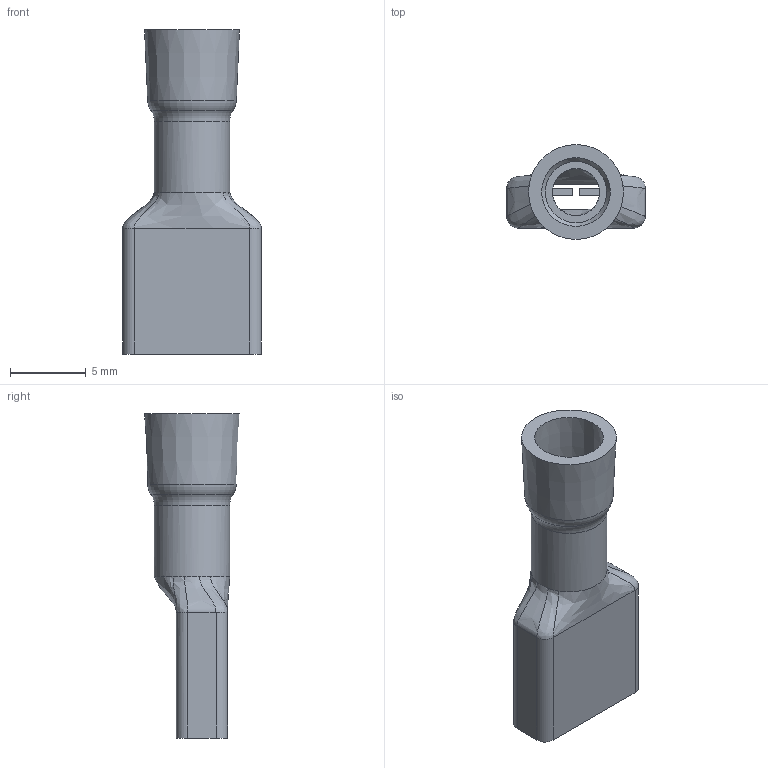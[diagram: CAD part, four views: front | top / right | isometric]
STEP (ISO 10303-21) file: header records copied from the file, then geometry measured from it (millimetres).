
FILE_DESCRIPTION(/* description */ (''),/* implementation_level */ '2;1');
FILE_NAME(/* name */ '16-14 female spade blue full cover.stp',/* time_stamp */ '2013-07-23T01:15:17-04:00',/* author */ ('Saville'),/* organization */ (''),/* preprocessor_version */ 'ST-DEVELOPER v15.2',/* originating_system */ 'Autodesk Inventor 2014',/* authorisation */ '');
FILE_SCHEMA (('AUTOMOTIVE_DESIGN { 1 0 10303 214 3 1 1 }'));
Length unit declared in the file: inch
Products named in the file (1): 16-14 female spade blue
Bounding box: 9.18 x 6.27 x 21.43 mm (x, y, z)
Volume: 300.5 mm3; surface area: 1243 mm2
Topology: 2 solids, 2 shells, 90 faces, 258 edges, 168 vertices
Faces by surface type: plane 42, bspline 27, cylinder 16, cone 3, torus 2
Full cylindrical faces by diameter (mm): 3.111 x1, 4.051 x2, 4.991 x1
Entity records: 3781 total; most frequent: CARTESIAN_POINT 1551, ORIENTED_EDGE 486, DIRECTION 398, EDGE_CURVE 243, VERTEX_POINT 162, LINE 142, VECTOR 142, AXIS2_PLACEMENT_3D 128
